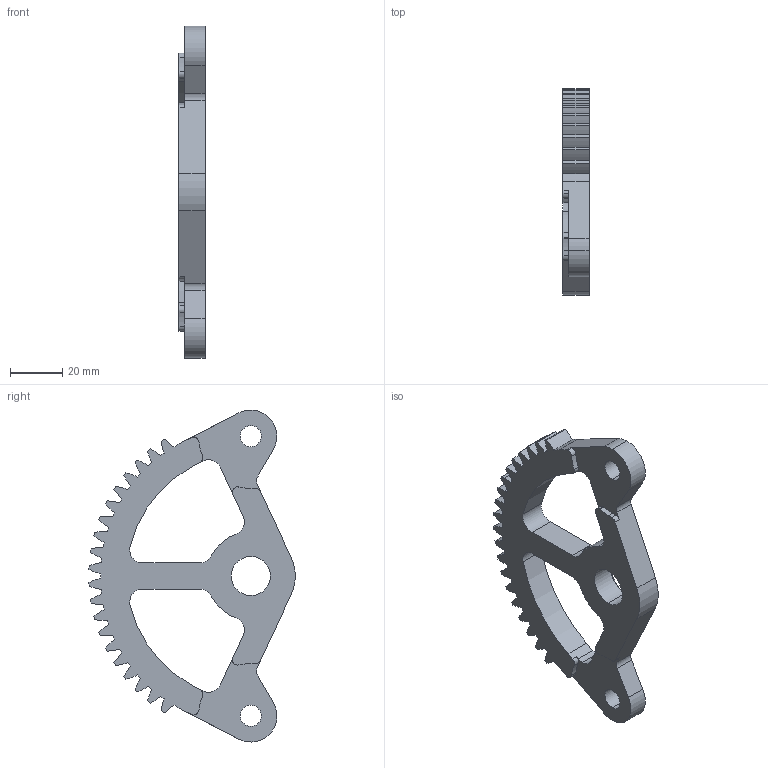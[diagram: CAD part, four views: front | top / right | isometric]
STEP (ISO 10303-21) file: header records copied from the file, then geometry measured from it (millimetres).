
FILE_DESCRIPTION (( 'STEP AP214' ), '1' );
FILE_NAME ('CYC-083.step', '2024-04-03T09:45:55', ( '' ), ( '' ), 'SwSTEP 2.0', 'SolidWorks 2024', '' );
FILE_SCHEMA (( 'AUTOMOTIVE_DESIGN' ));
Length unit declared in the file: millimetre
Products named in the file (1): CYC-083
Bounding box: 10 x 78.88 x 126.99 mm (x, y, z)
Volume: 38682 mm3; surface area: 16069.2 mm2
Topology: 1 solids, 1 shells, 142 faces, 424 edges, 282 vertices
Faces by surface type: cylinder 122, plane 18, cone 2
Entity records: 4961 total; most frequent: DIRECTION 956, CARTESIAN_POINT 849, ORIENTED_EDGE 848, EDGE_CURVE 424, AXIS2_PLACEMENT_3D 389, VERTEX_POINT 282, CIRCLE 246, VECTOR 178
